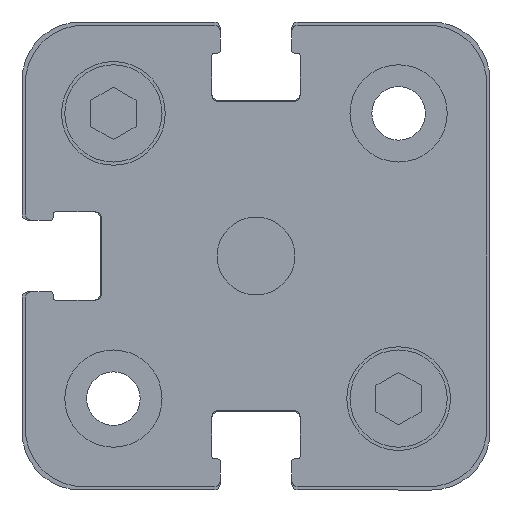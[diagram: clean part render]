
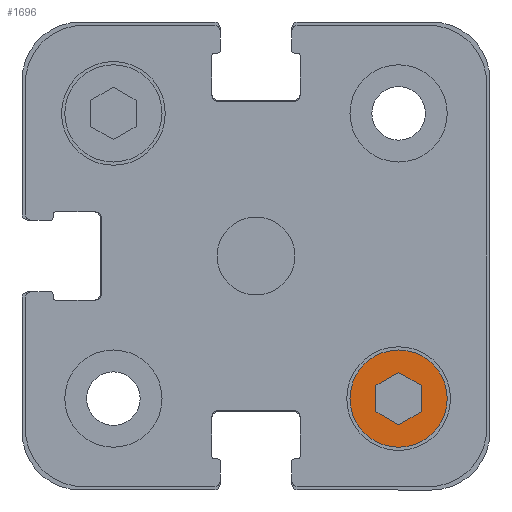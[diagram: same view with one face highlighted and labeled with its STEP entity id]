
A CAD part, front view. The second image highlights one B-rep face of the part: STEP entity #1696.
In plain terms, the highlighted planar face has unit normal (0, -1, 0).
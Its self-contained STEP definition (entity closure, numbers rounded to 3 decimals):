
#852=CARTESIAN_POINT('',(12.75,-49.0,-9.99));
#853=VERTEX_POINT('',#852);
#860=CARTESIAN_POINT('',(11.0,-49.0,-8.979));
#861=VERTEX_POINT('',#860);
#862=CARTESIAN_POINT('',(11.,-49.0,-8.979));
#863=DIRECTION('',(0.866,0.0,-0.5));
#864=VECTOR('',#863,2.021);
#865=LINE('',#862,#864);
#866=EDGE_CURVE('',#861,#853,#865,.T.);
#890=CARTESIAN_POINT('',(12.75,-49.0,-12.01));
#891=VERTEX_POINT('',#890);
#898=CARTESIAN_POINT('',(12.75,-49.0,-9.99));
#899=DIRECTION('',(0.0,0.0,-1.0));
#900=VECTOR('',#899,2.021);
#901=LINE('',#898,#900);
#902=EDGE_CURVE('',#853,#891,#901,.T.);
#921=CARTESIAN_POINT('',(11.0,-49.0,-13.021));
#922=VERTEX_POINT('',#921);
#929=CARTESIAN_POINT('',(12.75,-49.0,-12.01));
#930=DIRECTION('',(-0.866,0.0,-0.5));
#931=VECTOR('',#930,2.021);
#932=LINE('',#929,#931);
#933=EDGE_CURVE('',#891,#922,#932,.T.);
#952=CARTESIAN_POINT('',(9.25,-49.0,-12.01));
#953=VERTEX_POINT('',#952);
#960=CARTESIAN_POINT('',(11.,-49.0,-13.021));
#961=DIRECTION('',(-0.866,0.0,0.5));
#962=VECTOR('',#961,2.021);
#963=LINE('',#960,#962);
#964=EDGE_CURVE('',#922,#953,#963,.T.);
#983=CARTESIAN_POINT('',(9.25,-49.0,-9.99));
#984=VERTEX_POINT('',#983);
#991=CARTESIAN_POINT('',(9.25,-49.0,-12.01));
#992=DIRECTION('',(0.0,0.0,1.0));
#993=VECTOR('',#992,2.021);
#994=LINE('',#991,#993);
#995=EDGE_CURVE('',#953,#984,#994,.T.);
#1013=CARTESIAN_POINT('',(9.25,-49.0,-9.99));
#1014=DIRECTION('',(0.866,0.0,0.5));
#1015=VECTOR('',#1014,2.021);
#1016=LINE('',#1013,#1015);
#1017=EDGE_CURVE('',#984,#861,#1016,.T.);
#1121=CARTESIAN_POINT('',(14.75,-49.0,-11.));
#1122=VERTEX_POINT('',#1121);
#1123=CARTESIAN_POINT('',(11.0,-49.0,-11.0));
#1124=DIRECTION('',(0.0,-1.0,0.0));
#1125=DIRECTION('',(-1.0,0.0,0.0));
#1126=AXIS2_PLACEMENT_3D('',#1123,#1124,#1125);
#1127=CIRCLE('',#1126,3.75);
#1128=EDGE_CURVE('',#1122,#1122,#1127,.T.);
#1680=CARTESIAN_POINT('',(-0.921,-49.0,0.));
#1681=DIRECTION('',(0.0,1.0,0.0));
#1682=DIRECTION('',(0.0,0.0,1.0));
#1683=AXIS2_PLACEMENT_3D('',#1680,#1681,#1682);
#1684=PLANE('',#1683);
#1685=ORIENTED_EDGE('',*,*,#1128,.T.);
#1686=EDGE_LOOP('',(#1685));
#1687=FACE_OUTER_BOUND('',#1686,.T.);
#1688=ORIENTED_EDGE('',*,*,#866,.T.);
#1689=ORIENTED_EDGE('',*,*,#902,.T.);
#1690=ORIENTED_EDGE('',*,*,#933,.T.);
#1691=ORIENTED_EDGE('',*,*,#964,.T.);
#1692=ORIENTED_EDGE('',*,*,#995,.T.);
#1693=ORIENTED_EDGE('',*,*,#1017,.T.);
#1694=EDGE_LOOP('',(#1688,#1689,#1690,#1691,#1692,#1693));
#1695=FACE_BOUND('',#1694,.T.);
#1696=ADVANCED_FACE('',(#1687,#1695),#1684,.F.);
